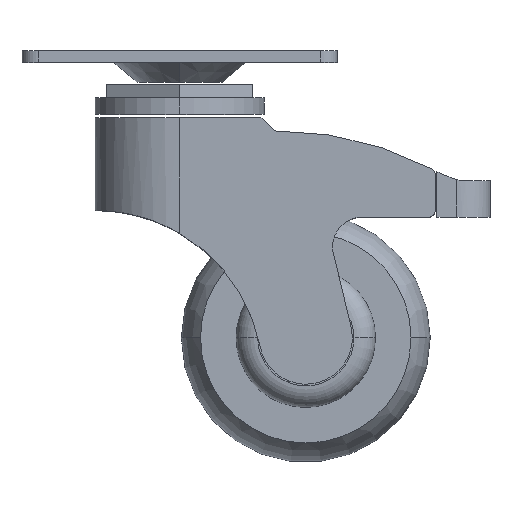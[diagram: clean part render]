
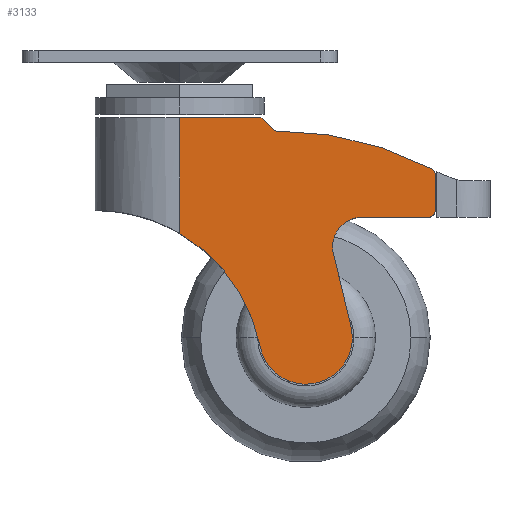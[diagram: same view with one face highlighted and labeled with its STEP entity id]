
A CAD part, top view. The second image highlights one B-rep face of the part: STEP entity #3133.
In plain terms, the highlighted planar face has unit normal (0, 0, 1).
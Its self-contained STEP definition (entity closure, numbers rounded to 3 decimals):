
#9 = VERTEX_POINT ( 'NONE', #1827 ) ;
#26 = CARTESIAN_POINT ( 'NONE',  ( 76.429, -15.43, 25.5 ) ) ;
#38 = AXIS2_PLACEMENT_3D ( 'NONE', #4067, #1152, #2993 ) ;
#53 = CARTESIAN_POINT ( 'NONE',  ( 0.5, 0., 25.5 ) ) ;
#150 = CIRCLE ( 'NONE', #3260, 100. ) ;
#165 = DIRECTION ( 'NONE',  ( 1., 0., 0. ) ) ;
#177 = VERTEX_POINT ( 'NONE', #1258 ) ;
#285 = ORIENTED_EDGE ( 'NONE', *, *, #383, .T. ) ;
#303 = ORIENTED_EDGE ( 'NONE', *, *, #3419, .T. ) ;
#321 = DIRECTION ( 'NONE',  ( 0., 1., 0. ) ) ;
#383 = EDGE_CURVE ( 'NONE', #931, #3648, #3596, .T. ) ;
#391 = VERTEX_POINT ( 'NONE', #2455 ) ;
#418 = LINE ( 'NONE', #1063, #645 ) ;
#429 = CARTESIAN_POINT ( 'NONE',  ( 75.5, -30., 25.5 ) ) ;
#452 = ORIENTED_EDGE ( 'NONE', *, *, #2903, .T. ) ;
#469 = EDGE_CURVE ( 'NONE', #4078, #4639, #795, .T. ) ;
#556 = CARTESIAN_POINT ( 'NONE',  ( 29.993, -103.995, 25.5 ) ) ;
#566 = CARTESIAN_POINT ( 'NONE',  ( -25., 0., 25.5 ) ) ;
#604 = DIRECTION ( 'NONE',  ( 0., 0., -1. ) ) ;
#626 = EDGE_CURVE ( 'NONE', #879, #4078, #2822, .T. ) ;
#645 = VECTOR ( 'NONE', #321, 1000. ) ;
#647 = CARTESIAN_POINT ( 'NONE',  ( 75.5, -28., 25.5 ) ) ;
#710 = PLANE ( 'NONE',  #38 ) ;
#795 = LINE ( 'NONE', #2873, #2675 ) ;
#805 = CARTESIAN_POINT ( 'NONE',  ( 46.585, -38.915, 25.5 ) ) ;
#879 = VERTEX_POINT ( 'NONE', #805 ) ;
#897 = VERTEX_POINT ( 'NONE', #2098 ) ;
#931 = VERTEX_POINT ( 'NONE', #1705 ) ;
#936 = DIRECTION ( 'NONE',  ( 0., 0., 1. ) ) ;
#978 = EDGE_CURVE ( 'NONE', #1709, #9, #418, .T. ) ;
#1015 = DIRECTION ( 'NONE',  ( 0., 0., -1. ) ) ;
#1063 = CARTESIAN_POINT ( 'NONE',  ( 77.5, -16., 25.5 ) ) ;
#1121 = CIRCLE ( 'NONE', #3090, 2. ) ;
#1133 = ORIENTED_EDGE ( 'NONE', *, *, #3752, .T. ) ;
#1152 = DIRECTION ( 'NONE',  ( 0., 0., -1. ) ) ;
#1216 = CIRCLE ( 'NONE', #3111, 14. ) ;
#1246 = EDGE_CURVE ( 'NONE', #897, #1838, #3171, .T. ) ;
#1258 = CARTESIAN_POINT ( 'NONE',  ( 29., -4., 25.5 ) ) ;
#1259 = AXIS2_PLACEMENT_3D ( 'NONE', #4188, #604, #165 ) ;
#1284 = ORIENTED_EDGE ( 'NONE', *, *, #469, .T. ) ;
#1321 = EDGE_CURVE ( 'NONE', #3648, #2057, #1216, .T. ) ;
#1335 = DIRECTION ( 'NONE',  ( 0., 0., 1. ) ) ;
#1356 = CIRCLE ( 'NONE', #3486, 2. ) ;
#1367 = ORIENTED_EDGE ( 'NONE', *, *, #1521, .T. ) ;
#1478 = DIRECTION ( 'NONE',  ( 1., 0., 0. ) ) ;
#1488 = DIRECTION ( 'NONE',  ( 0., 0., -1. ) ) ;
#1521 = EDGE_CURVE ( 'NONE', #2057, #391, #3065, .T. ) ;
#1529 = CARTESIAN_POINT ( 'NONE',  ( 77.5, -28., 25.5 ) ) ;
#1582 = CARTESIAN_POINT ( 'NONE',  ( 55.5, -30., 25.5 ) ) ;
#1597 = CARTESIAN_POINT ( 'NONE',  ( 52.115, -63.058, 25.5 ) ) ;
#1640 = EDGE_LOOP ( 'NONE', ( #1284, #303, #4360, #1133, #2110, #4098, #2277, #452, #285, #4269, #1367, #4280, #3551 ) ) ;
#1705 = CARTESIAN_POINT ( 'NONE',  ( 0.5, -34.88, 25.5 ) ) ;
#1709 = VERTEX_POINT ( 'NONE', #1529 ) ;
#1781 = LINE ( 'NONE', #3207, #4274 ) ;
#1827 = CARTESIAN_POINT ( 'NONE',  ( 77.5, -17.201, 25.5 ) ) ;
#1838 = VERTEX_POINT ( 'NONE', #53 ) ;
#1916 = CARTESIAN_POINT ( 'NONE',  ( 24.759, -68.997, 25.5 ) ) ;
#1995 = DIRECTION ( 'NONE',  ( -1., 0., 0. ) ) ;
#2039 = DIRECTION ( 'NONE',  ( 1., 0., 0. ) ) ;
#2057 = VERTEX_POINT ( 'NONE', #1597 ) ;
#2073 = EDGE_CURVE ( 'NONE', #3925, #177, #150, .T. ) ;
#2087 = DIRECTION ( 'NONE',  ( 0., 0., 1. ) ) ;
#2098 = CARTESIAN_POINT ( 'NONE',  ( 25., 0., 25.5 ) ) ;
#2110 = ORIENTED_EDGE ( 'NONE', *, *, #2073, .T. ) ;
#2277 = ORIENTED_EDGE ( 'NONE', *, *, #1246, .T. ) ;
#2337 = DIRECTION ( 'NONE',  ( 0., -1., 0. ) ) ;
#2371 = CARTESIAN_POINT ( 'NONE',  ( 46.83, -40.992, 25.5 ) ) ;
#2380 = AXIS2_PLACEMENT_3D ( 'NONE', #2989, #1488, #3690 ) ;
#2414 = CARTESIAN_POINT ( 'NONE',  ( -25., -78.695, 25.5 ) ) ;
#2455 = CARTESIAN_POINT ( 'NONE',  ( 46.83, -40.992, 25.5 ) ) ;
#2593 = EDGE_CURVE ( 'NONE', #177, #897, #1781, .T. ) ;
#2675 = VECTOR ( 'NONE', #1478, 1000. ) ;
#2799 = VECTOR ( 'NONE', #4548, 1000. ) ;
#2822 = CIRCLE ( 'NONE', #2380, 8.915 ) ;
#2873 = CARTESIAN_POINT ( 'NONE',  ( 77.5, -30., 25.5 ) ) ;
#2903 = EDGE_CURVE ( 'NONE', #1838, #931, #3822, .T. ) ;
#2989 = CARTESIAN_POINT ( 'NONE',  ( 55.5, -38.915, 25.5 ) ) ;
#2993 = DIRECTION ( 'NONE',  ( -1., 0., 0. ) ) ;
#3065 = LINE ( 'NONE', #2371, #2799 ) ;
#3084 = CARTESIAN_POINT ( 'NONE',  ( 75.5, -17.201, 25.5 ) ) ;
#3090 = AXIS2_PLACEMENT_3D ( 'NONE', #647, #2087, #3277 ) ;
#3110 = DIRECTION ( 'NONE',  ( -1., 0., 0. ) ) ;
#3111 = AXIS2_PLACEMENT_3D ( 'NONE', #3284, #4676, #4650 ) ;
#3128 = DIRECTION ( 'NONE',  ( -1., 0., 0. ) ) ;
#3133 = ADVANCED_FACE ( 'NONE', ( #4405 ), #710, .F. ) ;
#3171 = LINE ( 'NONE', #566, #4247 ) ;
#3207 = CARTESIAN_POINT ( 'NONE',  ( 25., 0., 25.5 ) ) ;
#3260 = AXIS2_PLACEMENT_3D ( 'NONE', #556, #936, #1995 ) ;
#3277 = DIRECTION ( 'NONE',  ( -1., 0., 0. ) ) ;
#3284 = CARTESIAN_POINT ( 'NONE',  ( 38.5, -66.319, 25.5 ) ) ;
#3419 = EDGE_CURVE ( 'NONE', #4639, #1709, #1121, .T. ) ;
#3486 = AXIS2_PLACEMENT_3D ( 'NONE', #3084, #1335, #3110 ) ;
#3551 = ORIENTED_EDGE ( 'NONE', *, *, #626, .T. ) ;
#3576 = DIRECTION ( 'NONE',  ( -0.707, 0.707, 0. ) ) ;
#3596 = CIRCLE ( 'NONE', #4208, 50.695 ) ;
#3648 = VERTEX_POINT ( 'NONE', #1916 ) ;
#3690 = DIRECTION ( 'NONE',  ( 1., 0., 0. ) ) ;
#3752 = EDGE_CURVE ( 'NONE', #9, #3925, #1356, .T. ) ;
#3822 = LINE ( 'NONE', #4491, #4305 ) ;
#3844 = CIRCLE ( 'NONE', #1259, 8.915 ) ;
#3925 = VERTEX_POINT ( 'NONE', #26 ) ;
#4067 = CARTESIAN_POINT ( 'NONE',  ( 29.993, -103.995, 25.5 ) ) ;
#4078 = VERTEX_POINT ( 'NONE', #1582 ) ;
#4098 = ORIENTED_EDGE ( 'NONE', *, *, #2593, .T. ) ;
#4176 = EDGE_CURVE ( 'NONE', #391, #879, #3844, .T. ) ;
#4188 = CARTESIAN_POINT ( 'NONE',  ( 55.5, -38.915, 25.5 ) ) ;
#4208 = AXIS2_PLACEMENT_3D ( 'NONE', #2414, #1015, #2039 ) ;
#4247 = VECTOR ( 'NONE', #3128, 1000. ) ;
#4269 = ORIENTED_EDGE ( 'NONE', *, *, #1321, .T. ) ;
#4274 = VECTOR ( 'NONE', #3576, 1000. ) ;
#4280 = ORIENTED_EDGE ( 'NONE', *, *, #4176, .T. ) ;
#4305 = VECTOR ( 'NONE', #2337, 1000. ) ;
#4360 = ORIENTED_EDGE ( 'NONE', *, *, #978, .T. ) ;
#4405 = FACE_OUTER_BOUND ( 'NONE', #1640, .T. ) ;
#4491 = CARTESIAN_POINT ( 'NONE',  ( 0.5, -103.995, 25.5 ) ) ;
#4548 = DIRECTION ( 'NONE',  ( -0.233, 0.972, 0. ) ) ;
#4639 = VERTEX_POINT ( 'NONE', #429 ) ;
#4650 = DIRECTION ( 'NONE',  ( -1., 0., 0. ) ) ;
#4676 = DIRECTION ( 'NONE',  ( 0., 0., 1. ) ) ;
